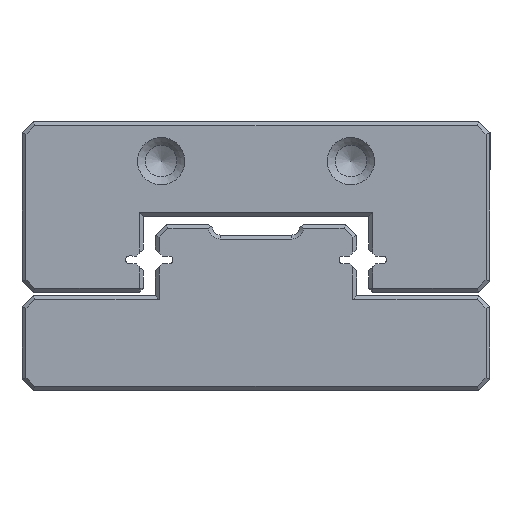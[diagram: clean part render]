
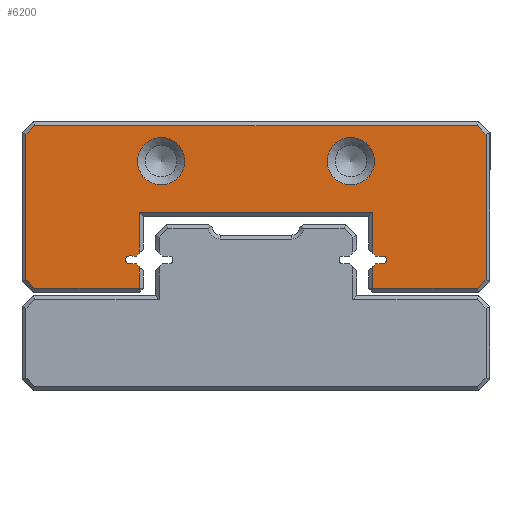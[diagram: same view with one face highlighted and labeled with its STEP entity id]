
A CAD part, left-side view. The second image highlights one B-rep face of the part: STEP entity #6200.
In plain terms, the highlighted planar face has unit normal (-1, 0, 0).
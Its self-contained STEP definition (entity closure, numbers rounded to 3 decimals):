
#5159=FACE_BOUND('',#9597,.T.);
#5160=FACE_BOUND('',#9598,.T.);
#5161=FACE_BOUND('',#9599,.T.);
#5717=CIRCLE('',#26351,0.25);
#5736=CIRCLE('',#26378,0.25);
#5740=CIRCLE('',#26388,1.5);
#5741=CIRCLE('',#26389,1.5);
#6200=ADVANCED_FACE('',(#5159,#5160,#5161),#7394,.T.);
#7394=PLANE('',#26390);
#9597=EDGE_LOOP('',(#12564,#12565,#12566,#12567,#12568,#12569,#12570,#12571,
#12572,#12573,#12574,#12575,#12576,#12577,#12578,#12579,#12580,#12581,#12582,
#12583,#12584,#12585,#12586,#12587));
#9598=EDGE_LOOP('',(#12588));
#9599=EDGE_LOOP('',(#12589));
#12564=ORIENTED_EDGE('',*,*,#19722,.F.);
#12565=ORIENTED_EDGE('',*,*,#19761,.T.);
#12566=ORIENTED_EDGE('',*,*,#19762,.T.);
#12567=ORIENTED_EDGE('',*,*,#19763,.T.);
#12568=ORIENTED_EDGE('',*,*,#19691,.F.);
#12569=ORIENTED_EDGE('',*,*,#19685,.F.);
#12570=ORIENTED_EDGE('',*,*,#19682,.F.);
#12571=ORIENTED_EDGE('',*,*,#19679,.F.);
#12572=ORIENTED_EDGE('',*,*,#19677,.F.);
#12573=ORIENTED_EDGE('',*,*,#19764,.T.);
#12574=ORIENTED_EDGE('',*,*,#19765,.T.);
#12575=ORIENTED_EDGE('',*,*,#19766,.T.);
#12576=ORIENTED_EDGE('',*,*,#19767,.T.);
#12577=ORIENTED_EDGE('',*,*,#19768,.T.);
#12578=ORIENTED_EDGE('',*,*,#19769,.T.);
#12579=ORIENTED_EDGE('',*,*,#19770,.T.);
#12580=ORIENTED_EDGE('',*,*,#19771,.T.);
#12581=ORIENTED_EDGE('',*,*,#19772,.T.);
#12582=ORIENTED_EDGE('',*,*,#19773,.T.);
#12583=ORIENTED_EDGE('',*,*,#19774,.T.);
#12584=ORIENTED_EDGE('',*,*,#19736,.F.);
#12585=ORIENTED_EDGE('',*,*,#19730,.F.);
#12586=ORIENTED_EDGE('',*,*,#19727,.F.);
#12587=ORIENTED_EDGE('',*,*,#19724,.F.);
#12588=ORIENTED_EDGE('',*,*,#19775,.T.);
#12589=ORIENTED_EDGE('',*,*,#19776,.T.);
#17487=VERTEX_POINT('',#35245);
#17488=VERTEX_POINT('',#35247);
#17489=VERTEX_POINT('',#35251);
#17491=VERTEX_POINT('',#35257);
#17493=VERTEX_POINT('',#35263);
#17498=VERTEX_POINT('',#35275);
#17524=VERTEX_POINT('',#35335);
#17525=VERTEX_POINT('',#35337);
#17526=VERTEX_POINT('',#35341);
#17528=VERTEX_POINT('',#35347);
#17530=VERTEX_POINT('',#35353);
#17535=VERTEX_POINT('',#35365);
#17556=VERTEX_POINT('',#35415);
#17557=VERTEX_POINT('',#35417);
#17558=VERTEX_POINT('',#35420);
#17559=VERTEX_POINT('',#35422);
#17560=VERTEX_POINT('',#35424);
#17561=VERTEX_POINT('',#35426);
#17562=VERTEX_POINT('',#35428);
#17563=VERTEX_POINT('',#35430);
#17564=VERTEX_POINT('',#35432);
#17565=VERTEX_POINT('',#35434);
#17566=VERTEX_POINT('',#35436);
#17567=VERTEX_POINT('',#35438);
#17568=VERTEX_POINT('',#35441);
#17569=VERTEX_POINT('',#35443);
#19677=EDGE_CURVE('',#17487,#17488,#22237,.T.);
#19679=EDGE_CURVE('',#17488,#17489,#22239,.T.);
#19682=EDGE_CURVE('',#17489,#17491,#5717,.T.);
#19685=EDGE_CURVE('',#17491,#17493,#22243,.T.);
#19691=EDGE_CURVE('',#17493,#17498,#22249,.T.);
#19722=EDGE_CURVE('',#17524,#17525,#22263,.T.);
#19724=EDGE_CURVE('',#17525,#17526,#22265,.T.);
#19727=EDGE_CURVE('',#17526,#17528,#5736,.T.);
#19730=EDGE_CURVE('',#17528,#17530,#22269,.T.);
#19736=EDGE_CURVE('',#17530,#17535,#22275,.T.);
#19761=EDGE_CURVE('',#17524,#17556,#22298,.T.);
#19762=EDGE_CURVE('',#17556,#17557,#22299,.T.);
#19763=EDGE_CURVE('',#17557,#17498,#22300,.T.);
#19764=EDGE_CURVE('',#17487,#17558,#22301,.T.);
#19765=EDGE_CURVE('',#17558,#17559,#22302,.T.);
#19766=EDGE_CURVE('',#17559,#17560,#22303,.T.);
#19767=EDGE_CURVE('',#17560,#17561,#22304,.T.);
#19768=EDGE_CURVE('',#17561,#17562,#22305,.T.);
#19769=EDGE_CURVE('',#17562,#17563,#22306,.T.);
#19770=EDGE_CURVE('',#17563,#17564,#22307,.T.);
#19771=EDGE_CURVE('',#17564,#17565,#22308,.T.);
#19772=EDGE_CURVE('',#17565,#17566,#22309,.T.);
#19773=EDGE_CURVE('',#17566,#17567,#22310,.T.);
#19774=EDGE_CURVE('',#17567,#17535,#22311,.T.);
#19775=EDGE_CURVE('',#17568,#17568,#5740,.T.);
#19776=EDGE_CURVE('',#17569,#17569,#5741,.T.);
#22237=LINE('',#35246,#24435);
#22239=LINE('',#35250,#24437);
#22243=LINE('',#35262,#24441);
#22249=LINE('',#35274,#24447);
#22263=LINE('',#35336,#24461);
#22265=LINE('',#35340,#24463);
#22269=LINE('',#35352,#24467);
#22275=LINE('',#35364,#24473);
#22298=LINE('',#35414,#24496);
#22299=LINE('',#35416,#24497);
#22300=LINE('',#35418,#24498);
#22301=LINE('',#35419,#24499);
#22302=LINE('',#35421,#24500);
#22303=LINE('',#35423,#24501);
#22304=LINE('',#35425,#24502);
#22305=LINE('',#35427,#24503);
#22306=LINE('',#35429,#24504);
#22307=LINE('',#35431,#24505);
#22308=LINE('',#35433,#24506);
#22309=LINE('',#35435,#24507);
#22310=LINE('',#35437,#24508);
#22311=LINE('',#35439,#24509);
#24435=VECTOR('',#29061,1.);
#24437=VECTOR('',#29065,1.);
#24441=VECTOR('',#29077,1.);
#24447=VECTOR('',#29085,1.);
#24461=VECTOR('',#29141,1.);
#24463=VECTOR('',#29145,1.);
#24467=VECTOR('',#29157,1.);
#24473=VECTOR('',#29165,1.);
#24496=VECTOR('',#29200,1.);
#24497=VECTOR('',#29201,1.);
#24498=VECTOR('',#29202,1.);
#24499=VECTOR('',#29203,1.);
#24500=VECTOR('',#29204,1.);
#24501=VECTOR('',#29205,1.);
#24502=VECTOR('',#29206,1.);
#24503=VECTOR('',#29207,1.);
#24504=VECTOR('',#29208,1.);
#24505=VECTOR('',#29209,1.);
#24506=VECTOR('',#29210,1.);
#24507=VECTOR('',#29211,1.);
#24508=VECTOR('',#29212,1.);
#24509=VECTOR('',#29213,1.);
#26351=AXIS2_PLACEMENT_3D('',#35256,#29070,#29071);
#26378=AXIS2_PLACEMENT_3D('',#35346,#29150,#29151);
#26388=AXIS2_PLACEMENT_3D('',#35440,#29214,#29215);
#26389=AXIS2_PLACEMENT_3D('',#35442,#29216,#29217);
#26390=AXIS2_PLACEMENT_3D('',#35444,#29218,#29219);
#29061=DIRECTION('',(0.,-0.707,0.707));
#29065=DIRECTION('',(0.,-1.,0.));
#29070=DIRECTION('',(-1.,0.,0.));
#29071=DIRECTION('',(0.,0.,-1.));
#29077=DIRECTION('',(0.,1.,0.));
#29085=DIRECTION('',(0.,0.707,0.707));
#29141=DIRECTION('',(0.,0.707,-0.707));
#29145=DIRECTION('',(0.,1.,0.));
#29150=DIRECTION('',(-1.,0.,0.));
#29151=DIRECTION('',(0.,0.,1.));
#29157=DIRECTION('',(0.,-1.,0.));
#29165=DIRECTION('',(0.,-0.707,-0.707));
#29200=DIRECTION('',(0.,0.,1.));
#29201=DIRECTION('',(0.,-1.,0.));
#29202=DIRECTION('',(0.,0.,-1.));
#29203=DIRECTION('',(0.,0.,-1.));
#29204=DIRECTION('',(0.,-1.,0.));
#29205=DIRECTION('',(0.,-0.707,0.707));
#29206=DIRECTION('',(0.,0.,1.));
#29207=DIRECTION('',(0.,0.707,0.707));
#29208=DIRECTION('',(0.,1.,0.));
#29209=DIRECTION('',(0.,0.707,-0.707));
#29210=DIRECTION('',(0.,0.,-1.));
#29211=DIRECTION('',(0.,-0.707,-0.707));
#29212=DIRECTION('',(0.,-1.,0.));
#29213=DIRECTION('',(0.,0.,1.));
#29214=DIRECTION('',(1.,0.,0.));
#29215=DIRECTION('',(0.,0.,-1.));
#29216=DIRECTION('',(1.,0.,0.));
#29217=DIRECTION('',(0.,0.,-1.));
#29218=DIRECTION('',(-1.,0.,0.));
#29219=DIRECTION('',(0.,0.,-1.));
#35245=CARTESIAN_POINT('',(80.,7.425,7.814));
#35246=CARTESIAN_POINT('',(80.,7.675,7.564));
#35247=CARTESIAN_POINT('',(80.,7.239,8.));
#35250=CARTESIAN_POINT('',(80.,7.239,8.));
#35251=CARTESIAN_POINT('',(80.,6.8,8.));
#35256=CARTESIAN_POINT('',(80.,6.8,8.25));
#35257=CARTESIAN_POINT('',(80.,6.8,8.5));
#35262=CARTESIAN_POINT('',(80.,6.8,8.5));
#35263=CARTESIAN_POINT('',(80.,7.239,8.5));
#35274=CARTESIAN_POINT('',(80.,7.239,8.5));
#35275=CARTESIAN_POINT('',(80.,7.425,8.686));
#35335=CARTESIAN_POINT('',(80.,22.175,8.686));
#35336=CARTESIAN_POINT('',(80.,21.925,8.936));
#35337=CARTESIAN_POINT('',(80.,22.361,8.5));
#35340=CARTESIAN_POINT('',(80.,22.361,8.5));
#35341=CARTESIAN_POINT('',(80.,22.8,8.5));
#35346=CARTESIAN_POINT('',(80.,22.8,8.25));
#35347=CARTESIAN_POINT('',(80.,22.8,8.));
#35352=CARTESIAN_POINT('',(80.,22.8,8.));
#35353=CARTESIAN_POINT('',(80.,22.361,8.));
#35364=CARTESIAN_POINT('',(80.,22.361,8.));
#35365=CARTESIAN_POINT('',(80.,22.175,7.814));
#35414=CARTESIAN_POINT('',(80.,22.175,11.));
#35415=CARTESIAN_POINT('',(80.,22.175,11.25));
#35416=CARTESIAN_POINT('',(80.,7.675,11.25));
#35417=CARTESIAN_POINT('',(80.,7.425,11.25));
#35418=CARTESIAN_POINT('',(80.,7.425,8.936));
#35419=CARTESIAN_POINT('',(80.,7.425,6.2));
#35420=CARTESIAN_POINT('',(80.,7.425,6.45));
#35421=CARTESIAN_POINT('',(80.,0.7,6.45));
#35422=CARTESIAN_POINT('',(80.,0.804,6.45));
#35423=CARTESIAN_POINT('',(80.,2.902,4.352));
#35424=CARTESIAN_POINT('',(80.,0.25,7.004));
#35425=CARTESIAN_POINT('',(80.,0.25,16.3));
#35426=CARTESIAN_POINT('',(80.,0.25,16.196));
#35427=CARTESIAN_POINT('',(80.,-0.448,15.498));
#35428=CARTESIAN_POINT('',(80.,0.804,16.75));
#35429=CARTESIAN_POINT('',(80.,28.9,16.75));
#35430=CARTESIAN_POINT('',(80.,28.796,16.75));
#35431=CARTESIAN_POINT('',(80.,22.048,23.498));
#35432=CARTESIAN_POINT('',(80.,29.35,16.196));
#35433=CARTESIAN_POINT('',(80.,29.35,6.9));
#35434=CARTESIAN_POINT('',(80.,29.35,7.004));
#35435=CARTESIAN_POINT('',(80.,18.698,-3.648));
#35436=CARTESIAN_POINT('',(80.,28.796,6.45));
#35437=CARTESIAN_POINT('',(80.,21.925,6.45));
#35438=CARTESIAN_POINT('',(80.,22.175,6.45));
#35439=CARTESIAN_POINT('',(80.,22.175,7.564));
#35440=CARTESIAN_POINT('',(80.,8.8,14.5));
#35441=CARTESIAN_POINT('',(80.,8.8,13.));
#35442=CARTESIAN_POINT('',(80.,20.8,14.5));
#35443=CARTESIAN_POINT('',(80.,20.8,13.));
#35444=CARTESIAN_POINT('',(80.,6.8,8.25));
